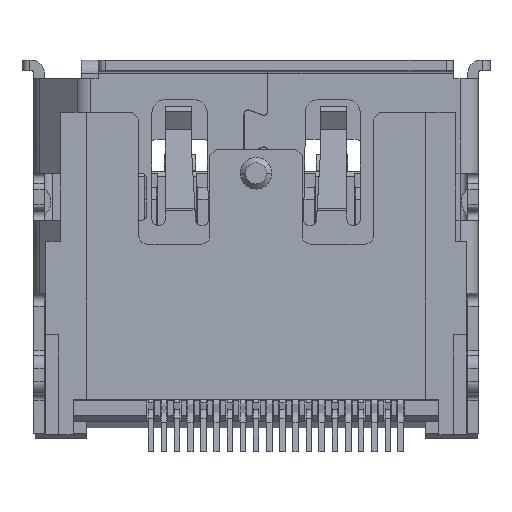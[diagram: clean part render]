
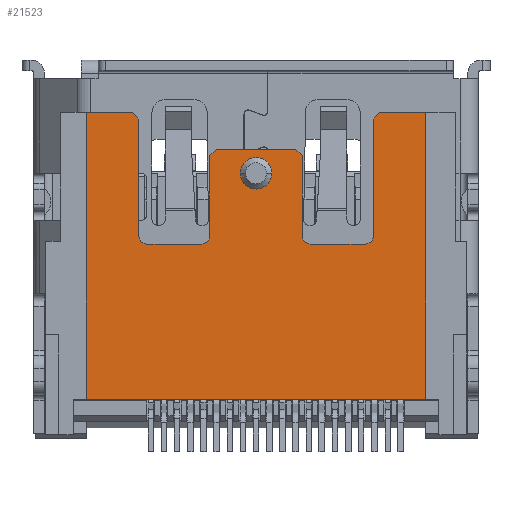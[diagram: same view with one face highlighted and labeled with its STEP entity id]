
A CAD part, front view. The second image highlights one B-rep face of the part: STEP entity #21523.
In plain terms, the highlighted planar face has unit normal (0, -1, 0).
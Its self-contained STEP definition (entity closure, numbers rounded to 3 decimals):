
#2769=DIRECTION('',(1.,0.,0.));
#2770=VECTOR('',#2769,12.9);
#2771=CARTESIAN_POINT('',(-6.45,-3.4,-12.19));
#2772=LINE('',#2771,#2770);
#2773=DIRECTION('',(0.,0.,1.));
#2774=VECTOR('',#2773,10.9);
#2775=CARTESIAN_POINT('',(-6.45,-3.4,-12.19));
#2776=LINE('',#2775,#2774);
#2777=DIRECTION('',(0.707,0.,-0.707));
#2778=VECTOR('',#2777,0.354);
#2779=CARTESIAN_POINT('',(-4.7,-3.4,-1.29));
#2780=LINE('',#2779,#2778);
#2781=DIRECTION('',(0.,0.,-1.));
#2782=VECTOR('',#2781,4.45);
#2783=CARTESIAN_POINT('',(-4.45,-3.4,-1.54));
#2784=LINE('',#2783,#2782);
#2785=CARTESIAN_POINT('',(-4.15,-3.4,-5.99));
#2786=DIRECTION('',(0.,-1.,0.));
#2787=DIRECTION('',(-1.,0.,0.));
#2788=AXIS2_PLACEMENT_3D('',#2785,#2786,#2787);
#2790=DIRECTION('',(1.,0.,0.));
#2791=VECTOR('',#2790,2.09);
#2792=CARTESIAN_POINT('',(-4.15,-3.4,-6.29));
#2793=LINE('',#2792,#2791);
#2794=CARTESIAN_POINT('',(-2.06,-3.4,-5.99));
#2795=DIRECTION('',(0.,-1.,0.));
#2796=DIRECTION('',(0.,0.,-1.));
#2797=AXIS2_PLACEMENT_3D('',#2794,#2795,#2796);
#2799=DIRECTION('',(0.,0.,1.));
#2800=VECTOR('',#2799,3.05);
#2801=CARTESIAN_POINT('',(-1.76,-3.4,-5.99));
#2802=LINE('',#2801,#2800);
#2803=DIRECTION('',(0.707,0.,0.707));
#2804=VECTOR('',#2803,0.354);
#2805=CARTESIAN_POINT('',(-1.76,-3.4,-2.94));
#2806=LINE('',#2805,#2804);
#2807=DIRECTION('',(1.,0.,0.));
#2808=VECTOR('',#2807,3.02);
#2809=CARTESIAN_POINT('',(-1.51,-3.4,-2.69));
#2810=LINE('',#2809,#2808);
#2811=DIRECTION('',(0.707,0.,-0.707));
#2812=VECTOR('',#2811,0.354);
#2813=CARTESIAN_POINT('',(1.51,-3.4,-2.69));
#2814=LINE('',#2813,#2812);
#2815=DIRECTION('',(0.,0.,1.));
#2816=VECTOR('',#2815,3.05);
#2817=CARTESIAN_POINT('',(1.76,-3.4,-5.99));
#2818=LINE('',#2817,#2816);
#2819=CARTESIAN_POINT('',(2.06,-3.4,-5.99));
#2820=DIRECTION('',(0.,-1.,0.));
#2821=DIRECTION('',(-1.,0.,0.));
#2822=AXIS2_PLACEMENT_3D('',#2819,#2820,#2821);
#2824=DIRECTION('',(1.,0.,0.));
#2825=VECTOR('',#2824,2.09);
#2826=CARTESIAN_POINT('',(2.06,-3.4,-6.29));
#2827=LINE('',#2826,#2825);
#2828=CARTESIAN_POINT('',(4.15,-3.4,-5.99));
#2829=DIRECTION('',(0.,-1.,0.));
#2830=DIRECTION('',(0.,0.,-1.));
#2831=AXIS2_PLACEMENT_3D('',#2828,#2829,#2830);
#2833=DIRECTION('',(0.,0.,-1.));
#2834=VECTOR('',#2833,4.45);
#2835=CARTESIAN_POINT('',(4.45,-3.4,-1.54));
#2836=LINE('',#2835,#2834);
#2837=DIRECTION('',(0.707,0.,0.707));
#2838=VECTOR('',#2837,0.354);
#2839=CARTESIAN_POINT('',(4.45,-3.4,-1.54));
#2840=LINE('',#2839,#2838);
#2841=CARTESIAN_POINT('',(0.,-3.4,-3.6));
#2842=DIRECTION('',(0.,-1.,0.));
#2843=DIRECTION('',(1.,0.,0.));
#2844=AXIS2_PLACEMENT_3D('',#2841,#2842,#2843);
#2846=CARTESIAN_POINT('',(0.,-3.4,-3.6));
#2847=DIRECTION('',(0.,-1.,0.));
#2848=DIRECTION('',(-1.,0.,0.));
#2849=AXIS2_PLACEMENT_3D('',#2846,#2847,#2848);
#2851=DIRECTION('',(1.,0.,0.));
#2852=VECTOR('',#2851,1.75);
#2853=CARTESIAN_POINT('',(4.7,-3.4,-1.29));
#2854=LINE('',#2853,#2852);
#2875=DIRECTION('',(1.,0.,0.));
#2876=VECTOR('',#2875,1.75);
#2877=CARTESIAN_POINT('',(-6.45,-3.4,-1.29));
#2878=LINE('',#2877,#2876);
#8631=DIRECTION('',(0.,0.,1.));
#8632=VECTOR('',#8631,10.9);
#8633=CARTESIAN_POINT('',(6.45,-3.4,-12.19));
#8634=LINE('',#8633,#8632);
#13822=CARTESIAN_POINT('',(-6.45,-3.4,-1.29));
#13824=VERTEX_POINT('',#13822);
#13825=CARTESIAN_POINT('',(6.45,-3.4,-1.29));
#13827=VERTEX_POINT('',#13825);
#14689=CARTESIAN_POINT('',(4.7,-3.4,-1.29));
#14690=VERTEX_POINT('',#14689);
#16415=CARTESIAN_POINT('',(-6.45,-3.4,-12.19));
#16416=CARTESIAN_POINT('',(6.45,-3.4,-12.19));
#16417=VERTEX_POINT('',#16415);
#16418=VERTEX_POINT('',#16416);
#17655=CARTESIAN_POINT('',(-1.51,-3.4,-2.69));
#17656=CARTESIAN_POINT('',(1.51,-3.4,-2.69));
#17657=VERTEX_POINT('',#17655);
#17658=VERTEX_POINT('',#17656);
#17663=CARTESIAN_POINT('',(1.76,-3.4,-5.99));
#17664=CARTESIAN_POINT('',(1.76,-3.4,-2.94));
#17665=VERTEX_POINT('',#17663);
#17666=VERTEX_POINT('',#17664);
#17671=CARTESIAN_POINT('',(-4.45,-3.4,-1.54));
#17672=CARTESIAN_POINT('',(-4.45,-3.4,-5.99));
#17673=VERTEX_POINT('',#17671);
#17674=VERTEX_POINT('',#17672);
#17675=CARTESIAN_POINT('',(-4.15,-3.4,-6.29));
#17676=CARTESIAN_POINT('',(-2.06,-3.4,-6.29));
#17677=VERTEX_POINT('',#17675);
#17678=VERTEX_POINT('',#17676);
#17679=CARTESIAN_POINT('',(-1.76,-3.4,-5.99));
#17680=CARTESIAN_POINT('',(-1.76,-3.4,-2.94));
#17681=VERTEX_POINT('',#17679);
#17682=VERTEX_POINT('',#17680);
#17683=CARTESIAN_POINT('',(2.06,-3.4,-6.29));
#17684=CARTESIAN_POINT('',(4.15,-3.4,-6.29));
#17685=VERTEX_POINT('',#17683);
#17686=VERTEX_POINT('',#17684);
#17687=CARTESIAN_POINT('',(4.45,-3.4,-1.54));
#17688=CARTESIAN_POINT('',(4.45,-3.4,-5.99));
#17689=VERTEX_POINT('',#17687);
#17690=VERTEX_POINT('',#17688);
#17711=CARTESIAN_POINT('',(-4.7,-3.4,-1.29));
#17712=VERTEX_POINT('',#17711);
#17717=CARTESIAN_POINT('',(0.6,-3.4,-3.6));
#17718=CARTESIAN_POINT('',(-0.6,-3.4,-3.6));
#17719=VERTEX_POINT('',#17717);
#17720=VERTEX_POINT('',#17718);
#21471=CARTESIAN_POINT('',(-6.45,-3.4,-13.69));
#21472=DIRECTION('',(0.,-1.,0.));
#21473=DIRECTION('',(1.,0.,0.));
#21474=AXIS2_PLACEMENT_3D('',#21471,#21472,#21473);
#21475=PLANE('',#21474);
#21477=ORIENTED_EDGE('',*,*,#21476,.T.);
#21479=ORIENTED_EDGE('',*,*,#21478,.F.);
#21481=ORIENTED_EDGE('',*,*,#21480,.F.);
#21483=ORIENTED_EDGE('',*,*,#21482,.T.);
#21485=ORIENTED_EDGE('',*,*,#21484,.T.);
#21487=ORIENTED_EDGE('',*,*,#21486,.T.);
#21489=ORIENTED_EDGE('',*,*,#21488,.T.);
#21491=ORIENTED_EDGE('',*,*,#21490,.T.);
#21493=ORIENTED_EDGE('',*,*,#21492,.T.);
#21495=ORIENTED_EDGE('',*,*,#21494,.T.);
#21497=ORIENTED_EDGE('',*,*,#21496,.T.);
#21499=ORIENTED_EDGE('',*,*,#21498,.T.);
#21500=ORIENTED_EDGE('',*,*,#21461,.T.);
#21502=ORIENTED_EDGE('',*,*,#21501,.T.);
#21504=ORIENTED_EDGE('',*,*,#21503,.F.);
#21506=ORIENTED_EDGE('',*,*,#21505,.T.);
#21508=ORIENTED_EDGE('',*,*,#21507,.T.);
#21510=ORIENTED_EDGE('',*,*,#21509,.T.);
#21512=ORIENTED_EDGE('',*,*,#21511,.F.);
#21514=ORIENTED_EDGE('',*,*,#21513,.T.);
#21515=EDGE_LOOP('',(#21477,#21479,#21481,#21483,#21485,#21487,#21489,#21491,
#21493,#21495,#21497,#21499,#21500,#21502,#21504,#21506,#21508,#21510,#21512,
#21514));
#21516=FACE_OUTER_BOUND('',#21515,.F.);
#21518=ORIENTED_EDGE('',*,*,#21517,.T.);
#21520=ORIENTED_EDGE('',*,*,#21519,.T.);
#21521=EDGE_LOOP('',(#21518,#21520));
#21522=FACE_BOUND('',#21521,.F.);
#21523=ADVANCED_FACE('',(#21516,#21522),#21475,.T.);
#2789=CIRCLE('',#2788,0.3);
#2798=CIRCLE('',#2797,0.3);
#2823=CIRCLE('',#2822,0.3);
#2832=CIRCLE('',#2831,0.3);
#2845=CIRCLE('',#2844,0.6);
#2850=CIRCLE('',#2849,0.6);
#21461=EDGE_CURVE('',#17657,#17658,#2810,.T.);
#21476=EDGE_CURVE('',#14690,#13827,#2854,.T.);
#21478=EDGE_CURVE('',#16418,#13827,#8634,.T.);
#21480=EDGE_CURVE('',#16417,#16418,#2772,.T.);
#21482=EDGE_CURVE('',#16417,#13824,#2776,.T.);
#21484=EDGE_CURVE('',#13824,#17712,#2878,.T.);
#21486=EDGE_CURVE('',#17712,#17673,#2780,.T.);
#21488=EDGE_CURVE('',#17673,#17674,#2784,.T.);
#21490=EDGE_CURVE('',#17674,#17677,#2789,.T.);
#21492=EDGE_CURVE('',#17677,#17678,#2793,.T.);
#21494=EDGE_CURVE('',#17678,#17681,#2798,.T.);
#21496=EDGE_CURVE('',#17681,#17682,#2802,.T.);
#21498=EDGE_CURVE('',#17682,#17657,#2806,.T.);
#21501=EDGE_CURVE('',#17658,#17666,#2814,.T.);
#21503=EDGE_CURVE('',#17665,#17666,#2818,.T.);
#21505=EDGE_CURVE('',#17665,#17685,#2823,.T.);
#21507=EDGE_CURVE('',#17685,#17686,#2827,.T.);
#21509=EDGE_CURVE('',#17686,#17690,#2832,.T.);
#21511=EDGE_CURVE('',#17689,#17690,#2836,.T.);
#21513=EDGE_CURVE('',#17689,#14690,#2840,.T.);
#21517=EDGE_CURVE('',#17719,#17720,#2845,.T.);
#21519=EDGE_CURVE('',#17720,#17719,#2850,.T.);
